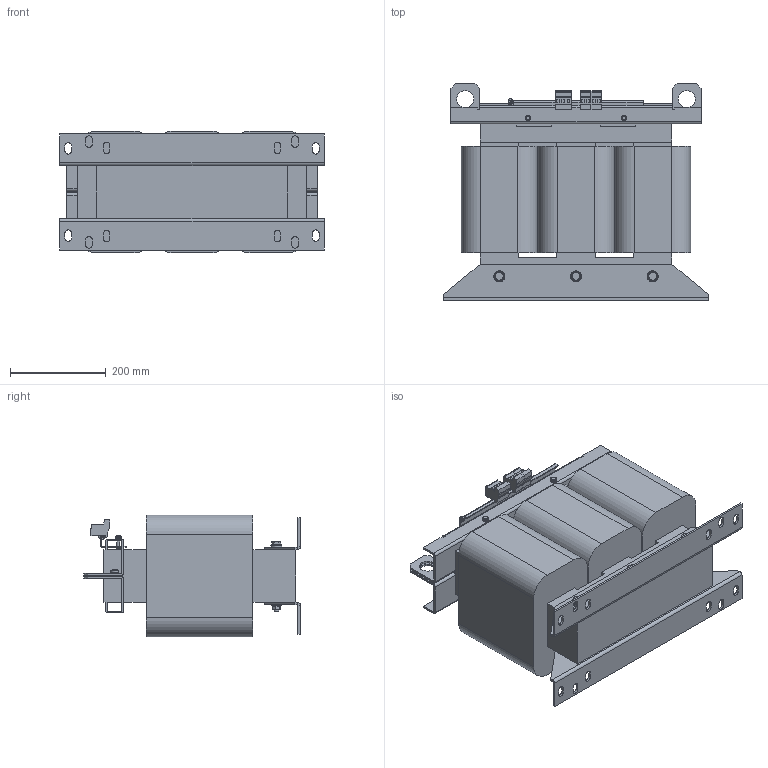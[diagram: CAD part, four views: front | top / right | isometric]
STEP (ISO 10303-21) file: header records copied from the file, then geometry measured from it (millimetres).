
FILE_DESCRIPTION (( 'STEP AP214' ), '1' );
FILE_NAME ('202942.STEP', '2020-05-29T04:26:01', ( '' ), ( '' ), 'SwSTEP 2.0', 'SolidWorks 2018', '' );
FILE_SCHEMA (( 'AUTOMOTIVE_DESIGN' ));
Length unit declared in the file: millimetre
Products named in the file (1): 202942
Bounding box: 552 x 452 x 254 mm (x, y, z)
Volume: 34689316.5 mm3; surface area: 1387599.5 mm2
Topology: 1 solids, 1 shells, 756 faces, 1859 edges, 1146 vertices
Faces by surface type: plane 466, cylinder 176, cone 56, torus 32, bspline 18, sphere 8
Entity records: 23062 total; most frequent: CARTESIAN_POINT 5088, ORIENTED_EDGE 3714, DIRECTION 3694, EDGE_CURVE 1857, AXIS2_PLACEMENT_3D 1246, VECTOR 1202, LINE 1202, VERTEX_POINT 1146
